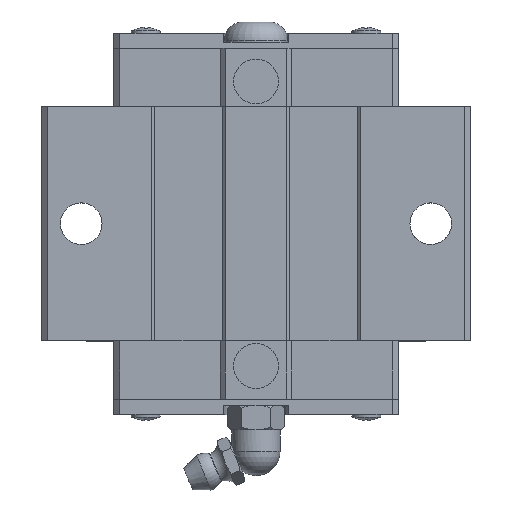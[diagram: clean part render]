
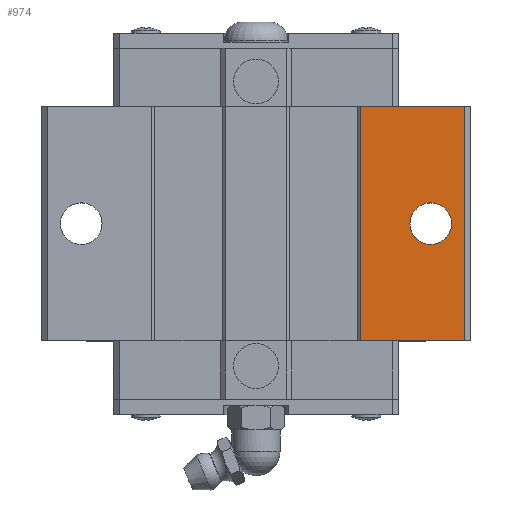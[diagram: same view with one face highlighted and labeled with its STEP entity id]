
A CAD part, top view. The second image highlights one B-rep face of the part: STEP entity #974.
In plain terms, the highlighted planar face has unit normal (0, 0, 1).
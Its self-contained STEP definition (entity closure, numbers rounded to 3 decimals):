
#974=ADVANCED_FACE('',(#2004,#2005),#2006,.T.);
#2004=FACE_OUTER_BOUND('',#3081,.T.);
#2005=FACE_BOUND('',#3082,.T.);
#2006=PLANE('',#3083);
#3081=EDGE_LOOP('',(#6080,#6081,#6082,#6083));
#3082=EDGE_LOOP('',(#6084,#6085));
#3083=AXIS2_PLACEMENT_3D('',#6086,#6087,#6088);
#6080=ORIENTED_EDGE('',*,*,#7616,.T.);
#6081=ORIENTED_EDGE('',*,*,#7547,.T.);
#6082=ORIENTED_EDGE('',*,*,#7622,.F.);
#6083=ORIENTED_EDGE('',*,*,#7597,.T.);
#6084=ORIENTED_EDGE('',*,*,#6488,.T.);
#6085=ORIENTED_EDGE('',*,*,#7623,.T.);
#6086=CARTESIAN_POINT('',(0.0,50.201,36.0));
#6087=DIRECTION('',(0.0,0.0,1.0));
#6088=DIRECTION('',(-1.0,0.0,0.0));
#6488=EDGE_CURVE('',#7766,#7772,#7774,.T.);
#7547=EDGE_CURVE('',#9346,#9344,#9347,.T.);
#7597=EDGE_CURVE('',#9433,#9431,#9434,.T.);
#7616=EDGE_CURVE('',#9431,#9346,#9457,.T.);
#7622=EDGE_CURVE('',#9433,#9344,#9463,.T.);
#7623=EDGE_CURVE('',#7772,#7766,#9464,.T.);
#7766=VERTEX_POINT('',#9644);
#7772=VERTEX_POINT('',#9651);
#7774=CIRCLE('',#9654,3.4);
#9344=VERTEX_POINT('',#12790);
#9346=VERTEX_POINT('',#12793);
#9347=LINE('',#12794,#12795);
#9431=VERTEX_POINT('',#12920);
#9433=VERTEX_POINT('',#12923);
#9434=LINE('',#12924,#12925);
#9457=LINE('',#12960,#12961);
#9463=LINE('',#12969,#12970);
#9464=CIRCLE('',#12971,3.4);
#9644=CARTESIAN_POINT('',(31.9,31.101,36.0));
#9651=CARTESIAN_POINT('',(25.1,31.101,36.0));
#9654=AXIS2_PLACEMENT_3D('',#13201,#13202,#13203);
#12790=CARTESIAN_POINT('',(34.0,12.001,36.0));
#12793=CARTESIAN_POINT('',(17.0,12.001,36.0));
#12794=CARTESIAN_POINT('',(34.0,12.001,36.0));
#12795=VECTOR('',#14239,1.0);
#12920=CARTESIAN_POINT('',(17.0,50.201,36.0));
#12923=CARTESIAN_POINT('',(34.0,50.201,36.0));
#12924=CARTESIAN_POINT('',(34.0,50.201,36.0));
#12925=VECTOR('',#14285,1.0);
#12960=CARTESIAN_POINT('',(17.0,59.751,36.0));
#12961=VECTOR('',#14298,1.0);
#12969=CARTESIAN_POINT('',(34.0,50.201,36.0));
#12970=VECTOR('',#14301,1.0);
#12971=AXIS2_PLACEMENT_3D('',#14302,#14303,#14304);
#13201=CARTESIAN_POINT('',(28.5,31.101,36.0));
#13202=DIRECTION('',(0.0,0.0,-1.0));
#13203=DIRECTION('',(1.0,0.0,0.0));
#14239=DIRECTION('',(1.0,0.0,0.0));
#14285=DIRECTION('',(-1.0,0.0,0.0));
#14298=DIRECTION('',(0.0,-1.0,0.0));
#14301=DIRECTION('',(0.0,-1.0,0.0));
#14302=CARTESIAN_POINT('',(28.5,31.101,36.0));
#14303=DIRECTION('',(0.0,0.0,-1.0));
#14304=DIRECTION('',(1.0,0.0,0.0));
